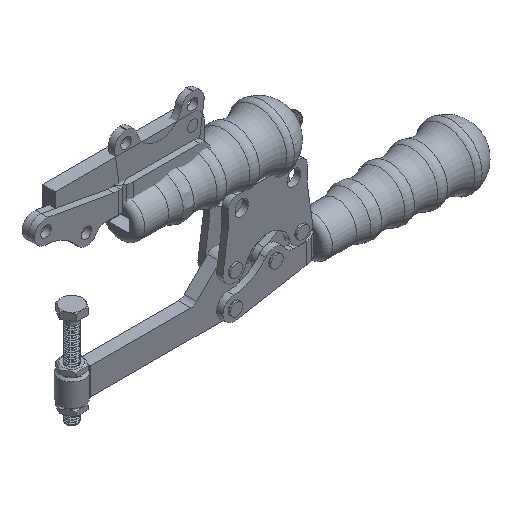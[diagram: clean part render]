
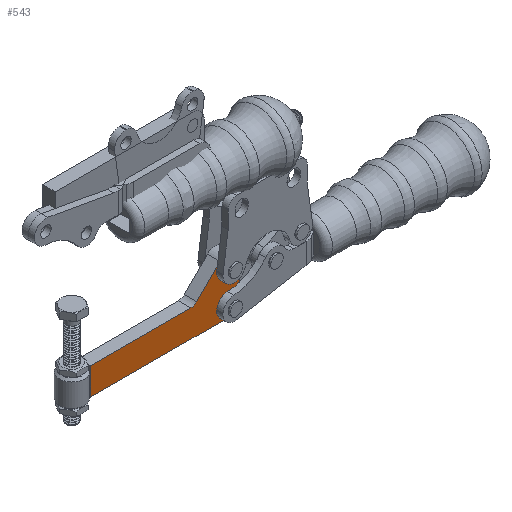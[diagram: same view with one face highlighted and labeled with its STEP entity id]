
A CAD part, isometric view. The second image highlights one B-rep face of the part: STEP entity #543.
In plain terms, the highlighted face is planar.
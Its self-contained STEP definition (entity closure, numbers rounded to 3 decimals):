
#543 = ADVANCED_FACE( '', ( #1460, #1461, #1462 ), #1463, .T. );
#1460 = FACE_BOUND( '', #3034, .T. );
#1461 = FACE_OUTER_BOUND( '', #3035, .T. );
#1462 = FACE_BOUND( '', #3036, .T. );
#1463 = PLANE( '', #3037 );
#3034 = EDGE_LOOP( '', ( #4672 ) );
#3035 = EDGE_LOOP( '', ( #4673, #4674, #4675, #4676, #4677, #4678, #4679, #4680 ) );
#3036 = EDGE_LOOP( '', ( #4681 ) );
#3037 = AXIS2_PLACEMENT_3D( '', #4682, #4683, #4684 );
#4672 = ORIENTED_EDGE( '', *, *, #7497, .F. );
#4673 = ORIENTED_EDGE( '', *, *, #7498, .T. );
#4674 = ORIENTED_EDGE( '', *, *, #7499, .T. );
#4675 = ORIENTED_EDGE( '', *, *, #7500, .T. );
#4676 = ORIENTED_EDGE( '', *, *, #7501, .T. );
#4677 = ORIENTED_EDGE( '', *, *, #7502, .T. );
#4678 = ORIENTED_EDGE( '', *, *, #7503, .T. );
#4679 = ORIENTED_EDGE( '', *, *, #7504, .T. );
#4680 = ORIENTED_EDGE( '', *, *, #7505, .T. );
#4681 = ORIENTED_EDGE( '', *, *, #7506, .F. );
#4682 = CARTESIAN_POINT( '', ( -5.5, 6., 21.5 ) );
#4683 = DIRECTION( '', ( 0., 1., 0. ) );
#4684 = DIRECTION( '', ( 0., 0., 1. ) );
#7497 = EDGE_CURVE( '', #8581, #8581, #8582, .T. );
#7498 = EDGE_CURVE( '', #8583, #8584, #8585, .T. );
#7499 = EDGE_CURVE( '', #8584, #8586, #8587, .T. );
#7500 = EDGE_CURVE( '', #8586, #8588, #8589, .T. );
#7501 = EDGE_CURVE( '', #8588, #8590, #8591, .T. );
#7502 = EDGE_CURVE( '', #8590, #8592, #8593, .T. );
#7503 = EDGE_CURVE( '', #8592, #8594, #8595, .T. );
#7504 = EDGE_CURVE( '', #8594, #8596, #8597, .T. );
#7505 = EDGE_CURVE( '', #8596, #8583, #8598, .T. );
#7506 = EDGE_CURVE( '', #8599, #8599, #8600, .T. );
#8581 = VERTEX_POINT( '', #10150 );
#8582 = CIRCLE( '', #10151, 2.525 );
#8583 = VERTEX_POINT( '', #10152 );
#8584 = VERTEX_POINT( '', #10153 );
#8585 = LINE( '', #10154, #10155 );
#8586 = VERTEX_POINT( '', #10156 );
#8587 = LINE( '', #10157, #10158 );
#8588 = VERTEX_POINT( '', #10159 );
#8589 = LINE( '', #10160, #10161 );
#8590 = VERTEX_POINT( '', #10162 );
#8591 = CIRCLE( '', #10163, 5.5 );
#8592 = VERTEX_POINT( '', #10164 );
#8593 = LINE( '', #10165, #10166 );
#8594 = VERTEX_POINT( '', #10167 );
#8595 = CIRCLE( '', #10168, 5.5 );
#8596 = VERTEX_POINT( '', #10169 );
#8597 = LINE( '', #10170, #10171 );
#8598 = CIRCLE( '', #10172, 4. );
#8599 = VERTEX_POINT( '', #10173 );
#8600 = CIRCLE( '', #10174, 2.525 );
#10150 = CARTESIAN_POINT( '', ( -2.975, 6., 21.5 ) );
#10151 = AXIS2_PLACEMENT_3D( '', #12282, #12283, #12284 );
#10152 = CARTESIAN_POINT( '', ( -23.435, 6., 14. ) );
#10153 = CARTESIAN_POINT( '', ( -71.5, 6., 14. ) );
#10154 = CARTESIAN_POINT( '', ( -71.5, 6., 14. ) );
#10155 = VECTOR( '', #12285, 1000. );
#10156 = CARTESIAN_POINT( '', ( -71.5, 6., 27. ) );
#10157 = CARTESIAN_POINT( '', ( -71.5, 6., 14. ) );
#10158 = VECTOR( '', #12286, 1000. );
#10159 = CARTESIAN_POINT( '', ( -5.5, 6., 27. ) );
#10160 = CARTESIAN_POINT( '', ( -71.5, 6., 27. ) );
#10161 = VECTOR( '', #12287, 1000. );
#10162 = CARTESIAN_POINT( '', ( 0., 6., 21.5 ) );
#10163 = AXIS2_PLACEMENT_3D( '', #12288, #12289, #12290 );
#10164 = CARTESIAN_POINT( '', ( 0., 6., 5.5 ) );
#10165 = CARTESIAN_POINT( '', ( 0., 6., 21.5 ) );
#10166 = VECTOR( '', #12291, 1000. );
#10167 = CARTESIAN_POINT( '', ( -9.389, 6., 1.611 ) );
#10168 = AXIS2_PLACEMENT_3D( '', #12292, #12293, #12294 );
#10169 = CARTESIAN_POINT( '', ( -20.607, 6., 12.828 ) );
#10170 = CARTESIAN_POINT( '', ( -9.389, 6., 1.611 ) );
#10171 = VECTOR( '', #12295, 1000. );
#10172 = AXIS2_PLACEMENT_3D( '', #12296, #12297, #12298 );
#10173 = CARTESIAN_POINT( '', ( -2.975, 6., 5.5 ) );
#10174 = AXIS2_PLACEMENT_3D( '', #12299, #12300, #12301 );
#12282 = CARTESIAN_POINT( '', ( -5.5, 6., 21.5 ) );
#12283 = DIRECTION( '', ( 0., 1., 0. ) );
#12284 = DIRECTION( '', ( 1., 0., 0. ) );
#12285 = DIRECTION( '', ( -1., 0., 0. ) );
#12286 = DIRECTION( '', ( 0., 0., 1. ) );
#12287 = DIRECTION( '', ( 1., 0., 0. ) );
#12288 = CARTESIAN_POINT( '', ( -5.5, 6., 21.5 ) );
#12289 = DIRECTION( '', ( 0., 1., 0. ) );
#12290 = DIRECTION( '', ( -1., 0., 0. ) );
#12291 = DIRECTION( '', ( 0., 0., -1. ) );
#12292 = CARTESIAN_POINT( '', ( -5.5, 6., 5.5 ) );
#12293 = DIRECTION( '', ( 0., 1., 0. ) );
#12294 = DIRECTION( '', ( 1., 0., 0. ) );
#12295 = DIRECTION( '', ( -0.707, 0., 0.707 ) );
#12296 = CARTESIAN_POINT( '', ( -23.435, 6., 10. ) );
#12297 = DIRECTION( '', ( 0., -1., 0. ) );
#12298 = DIRECTION( '', ( 1., 0., 0. ) );
#12299 = CARTESIAN_POINT( '', ( -5.5, 6., 5.5 ) );
#12300 = DIRECTION( '', ( 0., 1., 0. ) );
#12301 = DIRECTION( '', ( 1., 0., 0. ) );
